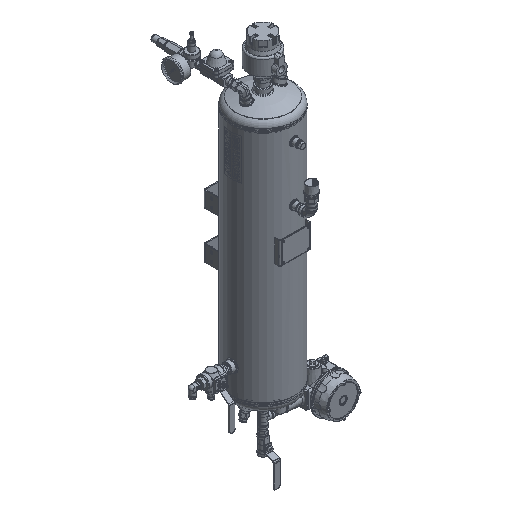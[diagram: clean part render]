
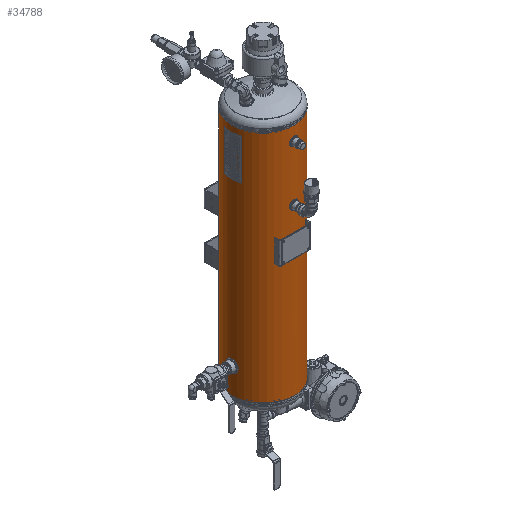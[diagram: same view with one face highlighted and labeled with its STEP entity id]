
A CAD part, isometric view. The second image highlights one B-rep face of the part: STEP entity #34788.
In plain terms, the highlighted cylindrical face has radius 100 mm (diameter 200 mm), a partial arc.
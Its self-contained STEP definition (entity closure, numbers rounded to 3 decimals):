
#2297=B_SPLINE_CURVE_WITH_KNOTS('',3,(#64905,#64906,#64907,#64908,#64909,
#64910,#64911,#64912,#64913,#64914,#64915,#64916,#64917,#64918,#64919,#64920,
#64921,#64922,#64923),.UNSPECIFIED.,.T.,.F.,(1,1,1,1,1,1,1,1,1,1,1,1,1,
1,1,1,1,1,1,1,1,1,1),(-0.012,-0.008,-0.004,
0.,0.004,0.008,0.012,
0.016,0.02,0.023,0.027,
0.031,0.035,0.039,0.043,
0.047,0.051,0.055,0.059,
0.063,0.066,0.07,0.074),
 .UNSPECIFIED.);
#2298=B_SPLINE_CURVE_WITH_KNOTS('',3,(#64925,#64926,#64927,#64928,#64929,
#64930,#64931,#64932,#64933,#64934,#64935,#64936,#64937,#64938,#64939,#64940,
#64941,#64942,#64943),.UNSPECIFIED.,.T.,.F.,(1,1,1,1,1,1,1,1,1,1,1,1,1,
1,1,1,1,1,1,1,1,1,1),(-0.012,-0.008,-0.004,
0.,0.004,0.008,0.012,0.016,
0.02,0.023,0.027,0.031,
0.035,0.039,0.043,0.047,
0.051,0.055,0.059,0.063,
0.066,0.07,0.074),.UNSPECIFIED.);
#2299=B_SPLINE_CURVE_WITH_KNOTS('',3,(#64945,#64946,#64947,#64948,#64949,
#64950,#64951,#64952,#64953,#64954,#64955,#64956,#64957,#64958,#64959,#64960,
#64961,#64962,#64963),.UNSPECIFIED.,.T.,.F.,(1,1,1,1,1,1,1,1,1,1,1,1,1,
1,1,1,1,1,1,1,1,1,1),(-0.018,-0.012,-0.006,
0.,0.006,0.012,0.018,
0.023,0.029,0.035,0.041,
0.047,0.053,0.059,0.065,
0.07,0.076,0.082,0.088,
0.094,0.1,0.106,0.112),
 .UNSPECIFIED.);
#3664=LINE('',#64965,#5356);
#3665=LINE('',#64970,#5357);
#5356=VECTOR('',#54590,1000.);
#5357=VECTOR('',#54593,1000.);
#7053=ORIENTED_EDGE('',*,*,#17247,.T.);
#7054=ORIENTED_EDGE('',*,*,#17248,.T.);
#7055=ORIENTED_EDGE('',*,*,#17249,.T.);
#7056=ORIENTED_EDGE('',*,*,#17250,.T.);
#7057=ORIENTED_EDGE('',*,*,#17251,.T.);
#7058=ORIENTED_EDGE('',*,*,#17252,.F.);
#7059=ORIENTED_EDGE('',*,*,#17253,.F.);
#17247=EDGE_CURVE('',#22344,#22344,#2297,.T.);
#17248=EDGE_CURVE('',#22345,#22345,#2298,.T.);
#17249=EDGE_CURVE('',#22346,#22346,#2299,.T.);
#17250=EDGE_CURVE('',#22347,#22348,#3664,.T.);
#17251=EDGE_CURVE('',#22348,#22349,#25693,.T.);
#17252=EDGE_CURVE('',#22350,#22349,#3665,.T.);
#17253=EDGE_CURVE('',#22347,#22350,#25694,.T.);
#22344=VERTEX_POINT('',#64924);
#22345=VERTEX_POINT('',#64944);
#22346=VERTEX_POINT('',#64964);
#22347=VERTEX_POINT('',#64966);
#22348=VERTEX_POINT('',#64967);
#22349=VERTEX_POINT('',#64969);
#22350=VERTEX_POINT('',#64971);
#25693=CIRCLE('',#50301,100.);
#25694=CIRCLE('',#50302,100.);
#27617=EDGE_LOOP('',(#7053));
#27618=EDGE_LOOP('',(#7054));
#27619=EDGE_LOOP('',(#7055));
#27620=EDGE_LOOP('',(#7056,#7057,#7058,#7059));
#30855=FACE_BOUND('',#27617,.T.);
#30856=FACE_BOUND('',#27618,.T.);
#30857=FACE_BOUND('',#27619,.T.);
#30858=FACE_BOUND('',#27620,.T.);
#34095=CYLINDRICAL_SURFACE('',#50300,100.);
#34788=ADVANCED_FACE('',(#30855,#30856,#30857,#30858),#34095,.T.);
#50300=AXIS2_PLACEMENT_3D('',#64904,#54588,#54589);
#50301=AXIS2_PLACEMENT_3D('',#64968,#54591,#54592);
#50302=AXIS2_PLACEMENT_3D('',#64972,#54594,#54595);
#54588=DIRECTION('',(0.,-1.,0.));
#54589=DIRECTION('',(0.,0.,-1.));
#54590=DIRECTION('',(0.,-1.,0.));
#54591=DIRECTION('',(0.,1.,0.));
#54592=DIRECTION('',(1.,0.,0.));
#54593=DIRECTION('',(0.,-1.,0.));
#54594=DIRECTION('',(0.,1.,0.));
#54595=DIRECTION('',(1.,0.,0.));
#64904=CARTESIAN_POINT('',(0.,750.,0.));
#64905=CARTESIAN_POINT('',(-9.473,48.444,-99.554));
#64906=CARTESIAN_POINT('',(-10.262,44.497,-99.471));
#64907=CARTESIAN_POINT('',(-9.477,40.569,-99.553));
#64908=CARTESIAN_POINT('',(-7.254,37.244,-99.75));
#64909=CARTESIAN_POINT('',(-3.93,35.023,-99.946));
#64910=CARTESIAN_POINT('',(-0.006,34.24,-100.027));
#64911=CARTESIAN_POINT('',(3.922,35.019,-99.946));
#64912=CARTESIAN_POINT('',(7.252,37.242,-99.75));
#64913=CARTESIAN_POINT('',(9.478,40.57,-99.553));
#64914=CARTESIAN_POINT('',(10.26,44.496,-99.472));
#64915=CARTESIAN_POINT('',(9.481,48.422,-99.553));
#64916=CARTESIAN_POINT('',(7.262,51.747,-99.749));
#64917=CARTESIAN_POINT('',(3.94,53.974,-99.945));
#64918=CARTESIAN_POINT('',(0.01,54.761,-100.027));
#64919=CARTESIAN_POINT('',(-3.923,53.981,-99.946));
#64920=CARTESIAN_POINT('',(-7.249,51.759,-99.75));
#64921=CARTESIAN_POINT('',(-9.473,48.444,-99.554));
#64922=CARTESIAN_POINT('',(-10.262,44.497,-99.471));
#64923=CARTESIAN_POINT('',(-9.477,40.569,-99.553));
#64924=CARTESIAN_POINT('',(-10.,44.5,-99.499));
#64925=CARTESIAN_POINT('',(-9.473,224.444,-99.554));
#64926=CARTESIAN_POINT('',(-10.262,220.497,-99.471));
#64927=CARTESIAN_POINT('',(-9.477,216.569,-99.553));
#64928=CARTESIAN_POINT('',(-7.254,213.244,-99.75));
#64929=CARTESIAN_POINT('',(-3.93,211.023,-99.946));
#64930=CARTESIAN_POINT('',(-0.006,210.24,-100.027));
#64931=CARTESIAN_POINT('',(3.922,211.019,-99.946));
#64932=CARTESIAN_POINT('',(7.252,213.242,-99.75));
#64933=CARTESIAN_POINT('',(9.478,216.57,-99.553));
#64934=CARTESIAN_POINT('',(10.26,220.496,-99.472));
#64935=CARTESIAN_POINT('',(9.481,224.422,-99.553));
#64936=CARTESIAN_POINT('',(7.262,227.747,-99.749));
#64937=CARTESIAN_POINT('',(3.94,229.974,-99.945));
#64938=CARTESIAN_POINT('',(0.01,230.761,-100.027));
#64939=CARTESIAN_POINT('',(-3.923,229.981,-99.946));
#64940=CARTESIAN_POINT('',(-7.249,227.759,-99.75));
#64941=CARTESIAN_POINT('',(-9.473,224.444,-99.554));
#64942=CARTESIAN_POINT('',(-10.262,220.497,-99.471));
#64943=CARTESIAN_POINT('',(-9.477,216.569,-99.553));
#64944=CARTESIAN_POINT('',(-10.,220.5,-99.499));
#64945=CARTESIAN_POINT('',(-98.994,672.42,14.208));
#64946=CARTESIAN_POINT('',(-98.806,666.495,15.395));
#64947=CARTESIAN_POINT('',(-98.993,660.6,14.214));
#64948=CARTESIAN_POINT('',(-99.436,655.617,10.88));
#64949=CARTESIAN_POINT('',(-99.878,652.286,5.9));
#64950=CARTESIAN_POINT('',(-100.061,651.109,0.009));
#64951=CARTESIAN_POINT('',(-99.879,652.279,-5.887));
#64952=CARTESIAN_POINT('',(-99.437,655.615,-10.879));
#64953=CARTESIAN_POINT('',(-98.992,660.601,-14.215));
#64954=CARTESIAN_POINT('',(-98.807,666.494,-15.391));
#64955=CARTESIAN_POINT('',(-98.992,672.387,-14.219));
#64956=CARTESIAN_POINT('',(-99.435,677.371,-10.892));
#64957=CARTESIAN_POINT('',(-99.877,680.709,-5.914));
#64958=CARTESIAN_POINT('',(-100.061,681.893,-0.013));
#64959=CARTESIAN_POINT('',(-99.878,680.72,5.889));
#64960=CARTESIAN_POINT('',(-99.437,677.387,10.874));
#64961=CARTESIAN_POINT('',(-98.994,672.42,14.208));
#64962=CARTESIAN_POINT('',(-98.806,666.495,15.395));
#64963=CARTESIAN_POINT('',(-98.993,660.6,14.214));
#64964=CARTESIAN_POINT('',(-98.869,666.5,15.));
#64965=CARTESIAN_POINT('',(0.254,801.561,100.));
#64966=CARTESIAN_POINT('',(0.254,750.,100.));
#64967=CARTESIAN_POINT('',(0.254,0.,100.));
#64968=CARTESIAN_POINT('',(0.,0.,0.));
#64969=CARTESIAN_POINT('',(-0.254,0.,100.));
#64970=CARTESIAN_POINT('',(-0.254,801.561,100.));
#64971=CARTESIAN_POINT('',(-0.254,750.,100.));
#64972=CARTESIAN_POINT('',(0.,750.,0.));
